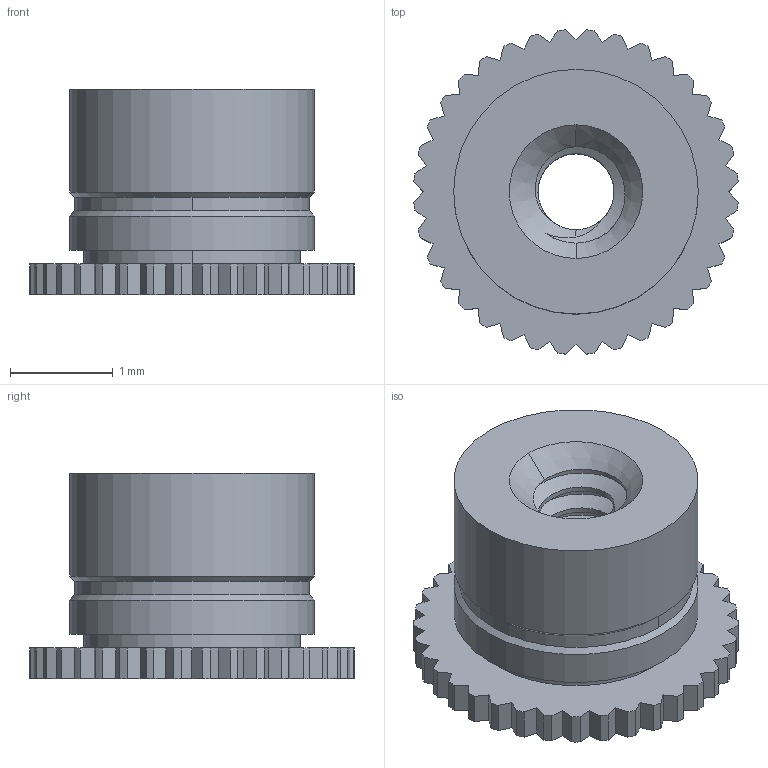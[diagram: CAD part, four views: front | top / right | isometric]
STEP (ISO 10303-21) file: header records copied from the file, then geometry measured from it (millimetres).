
FILE_DESCRIPTION(/* description */ (''),/* implementation_level */ '2;1');
FILE_NAME(/* name */ 'M1 Press-fit nut_v2.step',/* time_stamp */ '2023-01-15T11:58:02-08:00',/* author */ (''),/* organization */ (''),/* preprocessor_version */ 'ST-DEVELOPER v19.2',/* originating_system */ 'Autodesk Translation Framework v11.17.0.187',/* authorisation */ '');
FILE_SCHEMA (('AUTOMOTIVE_DESIGN { 1 0 10303 214 3 1 1 }'));
Length unit declared in the file: millimetre
Products named in the file (2): M1 Press-fit nut; 92985A815_Splined Press-Fit Threaded Standoffs with Open End
Assembly tree (1 placements, depth 2):
  M1 Press-fit nut
    92985A815_Splined Press-Fit Threaded Standoffs with Open End
Bounding box: 3.15 x 3.15 x 2 mm (x, y, z)
Volume: 8.3 mm3; surface area: 39.9 mm2
Topology: 1 solids, 1 shells, 143 faces, 413 edges, 274 vertices
Faces by surface type: plane 76, cylinder 57, cone 7, bspline 3
Full cylindrical faces by diameter (mm): 2.38 x2
Entity records: 5704 total; most frequent: CARTESIAN_POINT 1913, ORIENTED_EDGE 826, DIRECTION 749, EDGE_CURVE 413, LINE 279, VECTOR 279, VERTEX_POINT 274, AXIS2_PLACEMENT_3D 235
